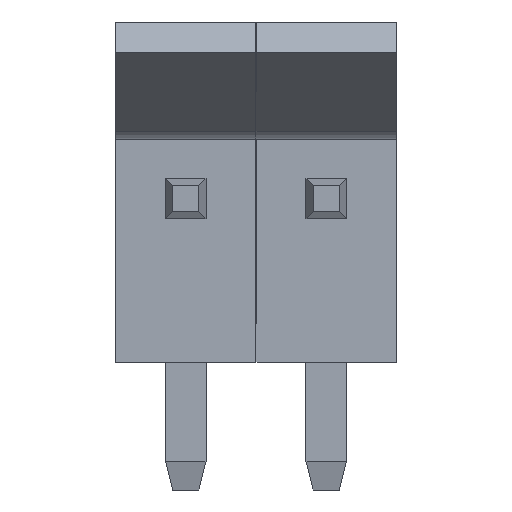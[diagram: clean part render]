
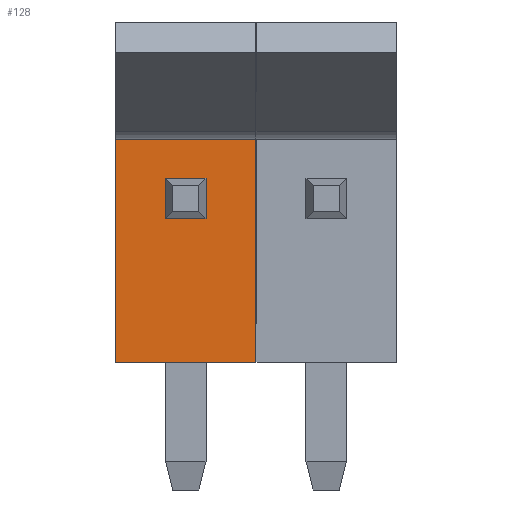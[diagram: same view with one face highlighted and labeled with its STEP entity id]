
A CAD part, front view. The second image highlights one B-rep face of the part: STEP entity #128.
In plain terms, the highlighted face is planar.
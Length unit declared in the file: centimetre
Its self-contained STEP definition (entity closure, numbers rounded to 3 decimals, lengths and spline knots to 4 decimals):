
#65 = VECTOR ( 'NONE', #1769, 100. ) ;
#84 = LINE ( 'NONE', #409, #1214 ) ;
#112 = EDGE_CURVE ( 'NONE', #1430, #1569, #1002, .T. ) ;
#119 = CARTESIAN_POINT ( 'NONE',  ( -0.198, 0.1869, 0.32 ) ) ;
#128 = ADVANCED_FACE ( 'NONE', ( #564 ), #1849, .T. ) ;
#208 = EDGE_CURVE ( 'NONE', #487, #1826, #450, .T. ) ;
#334 = EDGE_CURVE ( 'NONE', #487, #1569, #1097, .T. ) ;
#409 = CARTESIAN_POINT ( 'NONE',  ( -0.198, -0.462, 0.32 ) ) ;
#450 = LINE ( 'NONE', #979, #65 ) ;
#486 = CARTESIAN_POINT ( 'NONE',  ( 0.198, 0.1869, 0.32 ) ) ;
#487 = VERTEX_POINT ( 'NONE', #486 ) ;
#564 = FACE_OUTER_BOUND ( 'NONE', #588, .T. ) ;
#578 = DIRECTION ( 'NONE',  ( 1., 0., 0. ) ) ;
#588 = EDGE_LOOP ( 'NONE', ( #1366, #1155, #1778, #1504 ) ) ;
#595 = DIRECTION ( 'NONE',  ( 0., -1., 0. ) ) ;
#748 = CARTESIAN_POINT ( 'NONE',  ( 0.198, 0.165, 0.32 ) ) ;
#850 = DIRECTION ( 'NONE',  ( 0., 0., 1. ) ) ;
#928 = CARTESIAN_POINT ( 'NONE',  ( -0.198, -0.462, 0.32 ) ) ;
#963 = VECTOR ( 'NONE', #1398, 100. ) ;
#979 = CARTESIAN_POINT ( 'NONE',  ( -0.198, 0.1869, 0.32 ) ) ;
#1002 = LINE ( 'NONE', #928, #963 ) ;
#1097 = LINE ( 'NONE', #748, #1841 ) ;
#1155 = ORIENTED_EDGE ( 'NONE', *, *, #112, .T. ) ;
#1214 = VECTOR ( 'NONE', #1610, 100. ) ;
#1258 = CARTESIAN_POINT ( 'NONE',  ( 0.198, -0.462, 0.32 ) ) ;
#1366 = ORIENTED_EDGE ( 'NONE', *, *, #1846, .T. ) ;
#1379 = CARTESIAN_POINT ( 'NONE',  ( -0.198, -0.462, 0.32 ) ) ;
#1398 = DIRECTION ( 'NONE',  ( 1., 0., 0. ) ) ;
#1430 = VERTEX_POINT ( 'NONE', #1379 ) ;
#1504 = ORIENTED_EDGE ( 'NONE', *, *, #208, .T. ) ;
#1569 = VERTEX_POINT ( 'NONE', #1258 ) ;
#1610 = DIRECTION ( 'NONE',  ( 0., -1., 0. ) ) ;
#1629 = AXIS2_PLACEMENT_3D ( 'NONE', #1755, #850, #578 ) ;
#1755 = CARTESIAN_POINT ( 'NONE',  ( -0.198, -0.462, 0.32 ) ) ;
#1769 = DIRECTION ( 'NONE',  ( -1., 0., 0. ) ) ;
#1778 = ORIENTED_EDGE ( 'NONE', *, *, #334, .F. ) ;
#1826 = VERTEX_POINT ( 'NONE', #119 ) ;
#1841 = VECTOR ( 'NONE', #595, 100. ) ;
#1846 = EDGE_CURVE ( 'NONE', #1826, #1430, #84, .T. ) ;
#1849 = PLANE ( 'NONE',  #1629 ) ;
